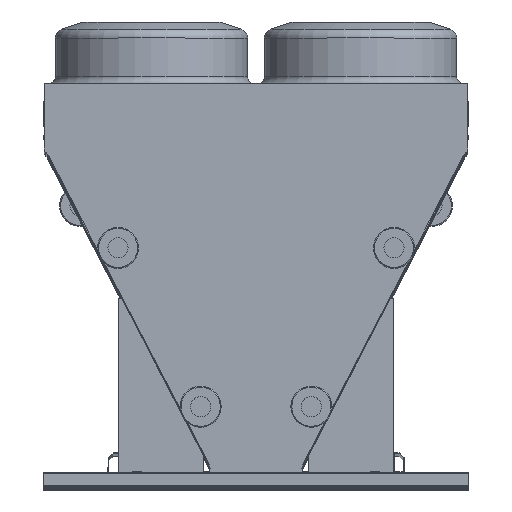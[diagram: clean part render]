
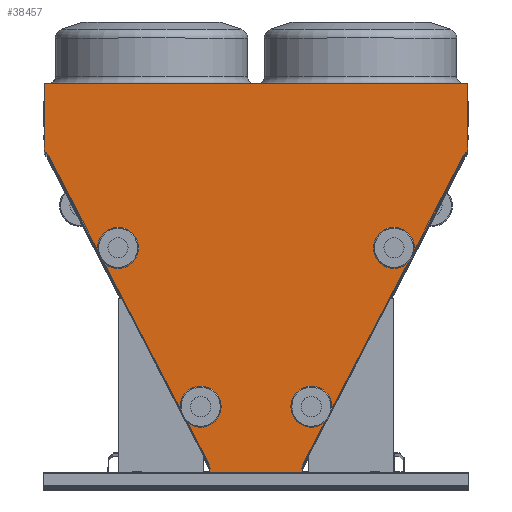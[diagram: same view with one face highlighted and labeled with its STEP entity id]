
A CAD part, top view. The second image highlights one B-rep face of the part: STEP entity #38457.
In plain terms, the highlighted planar face has unit normal (0, 0, 1).
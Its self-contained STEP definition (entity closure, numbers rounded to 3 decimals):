
#66 = CARTESIAN_POINT ( 'NONE',  ( 246.893, 17.358, 0. ) ) ;
#195 = LINE ( 'NONE', #21213, #32319 ) ;
#259 = LINE ( 'NONE', #7812, #27577 ) ;
#642 = CARTESIAN_POINT ( 'NONE',  ( 279.893, 0., 0. ) ) ;
#1469 = LINE ( 'NONE', #5200, #18660 ) ;
#3152 = CARTESIAN_POINT ( 'NONE',  ( 1136.15, 2083.62, 0. ) ) ;
#3333 = VECTOR ( 'NONE', #4101, 1000. ) ;
#3460 = EDGE_CURVE ( 'NONE', #15245, #36920, #195, .T. ) ;
#3685 = CARTESIAN_POINT ( 'NONE',  ( 245.39, 20.232, 0. ) ) ;
#3795 = VECTOR ( 'NONE', #19441, 1000. ) ;
#4101 = DIRECTION ( 'NONE',  ( 1., 0., 0. ) ) ;
#4319 = EDGE_CURVE ( 'NONE', #36920, #39697, #19449, .T. ) ;
#5010 = VECTOR ( 'NONE', #22171, 1000. ) ;
#5200 = CARTESIAN_POINT ( 'NONE',  ( -1127.739, 1711.053, 0. ) ) ;
#5750 = LINE ( 'NONE', #11340, #38911 ) ;
#5947 = ORIENTED_EDGE ( 'NONE', *, *, #7705, .T. ) ;
#6899 = CARTESIAN_POINT ( 'NONE',  ( 245.39, 20.232, 0. ) ) ;
#7103 = VECTOR ( 'NONE', #35905, 1000. ) ;
#7136 = LINE ( 'NONE', #31597, #15207 ) ;
#7336 = EDGE_CURVE ( 'NONE', #15084, #8408, #31430, .T. ) ;
#7395 = CARTESIAN_POINT ( 'NONE',  ( 1127.607, 1711.053, 0. ) ) ;
#7705 = EDGE_CURVE ( 'NONE', #25166, #15084, #23934, .T. ) ;
#7812 = CARTESIAN_POINT ( 'NONE',  ( -1136.282, 1727.462, 0. ) ) ;
#7946 = EDGE_CURVE ( 'NONE', #9756, #31274, #23384, .T. ) ;
#8408 = VERTEX_POINT ( 'NONE', #10822 ) ;
#8585 = CARTESIAN_POINT ( 'NONE',  ( 246.893, 1.482, 0. ) ) ;
#9001 = VERTEX_POINT ( 'NONE', #31194 ) ;
#9756 = VERTEX_POINT ( 'NONE', #19192 ) ;
#10052 = LINE ( 'NONE', #15444, #36216 ) ;
#10305 = EDGE_CURVE ( 'NONE', #38577, #15245, #10596, .T. ) ;
#10395 = ORIENTED_EDGE ( 'NONE', *, *, #10305, .T. ) ;
#10596 = LINE ( 'NONE', #43094, #37801 ) ;
#10822 = CARTESIAN_POINT ( 'NONE',  ( 1127.607, 1711.053, 0. ) ) ;
#11340 = CARTESIAN_POINT ( 'NONE',  ( -1136.282, 2083.62, 0. ) ) ;
#12229 = EDGE_CURVE ( 'NONE', #39697, #14313, #7136, .T. ) ;
#12436 = VECTOR ( 'NONE', #25761, 1000. ) ;
#12552 = CARTESIAN_POINT ( 'NONE',  ( -246.893, 17.358, 0. ) ) ;
#12710 = PLANE ( 'NONE',  #33419 ) ;
#12963 = EDGE_LOOP ( 'NONE', ( #17832, #33563, #26545, #27777, #29641, #33310, #10395, #20147, #29419, #14930, #43963, #18339, #28612, #5947, #40983, #15855, #15999, #21679 ) ) ;
#13907 = CARTESIAN_POINT ( 'NONE',  ( 1127.607, 1711.053, 0. ) ) ;
#14313 = VERTEX_POINT ( 'NONE', #27487 ) ;
#14325 = EDGE_CURVE ( 'NONE', #8408, #30640, #43774, .T. ) ;
#14930 = ORIENTED_EDGE ( 'NONE', *, *, #12229, .T. ) ;
#15084 = VERTEX_POINT ( 'NONE', #21767 ) ;
#15207 = VECTOR ( 'NONE', #38449, 1000. ) ;
#15245 = VERTEX_POINT ( 'NONE', #30409 ) ;
#15266 = EDGE_CURVE ( 'NONE', #39416, #15622, #19687, .T. ) ;
#15444 = CARTESIAN_POINT ( 'NONE',  ( -246.893, 17.358, 0. ) ) ;
#15477 = CARTESIAN_POINT ( 'NONE',  ( 1136.15, 2083.62, 0. ) ) ;
#15622 = VERTEX_POINT ( 'NONE', #39430 ) ;
#15855 = ORIENTED_EDGE ( 'NONE', *, *, #14325, .T. ) ;
#15999 = ORIENTED_EDGE ( 'NONE', *, *, #18632, .T. ) ;
#16706 = CARTESIAN_POINT ( 'NONE',  ( -246.893, 1.482, 0. ) ) ;
#16806 = CARTESIAN_POINT ( 'NONE',  ( 246.893, 17.358, 0. ) ) ;
#16813 = VERTEX_POINT ( 'NONE', #42455 ) ;
#17360 = DIRECTION ( 'NONE',  ( 0.462, 0.887, 0. ) ) ;
#17442 = EDGE_CURVE ( 'NONE', #41358, #16813, #23196, .T. ) ;
#17832 = ORIENTED_EDGE ( 'NONE', *, *, #42600, .T. ) ;
#18339 = ORIENTED_EDGE ( 'NONE', *, *, #15266, .T. ) ;
#18632 = EDGE_CURVE ( 'NONE', #30640, #40775, #21524, .T. ) ;
#18660 = VECTOR ( 'NONE', #24006, 1000. ) ;
#19192 = CARTESIAN_POINT ( 'NONE',  ( -1126.246, 1711.83, 0. ) ) ;
#19441 = DIRECTION ( 'NONE',  ( -0.461, -0.887, 0. ) ) ;
#19449 = LINE ( 'NONE', #642, #3333 ) ;
#19594 = DIRECTION ( 'NONE',  ( -1., 0., 0. ) ) ;
#19687 = LINE ( 'NONE', #16806, #20766 ) ;
#20147 = ORIENTED_EDGE ( 'NONE', *, *, #3460, .T. ) ;
#20482 = VERTEX_POINT ( 'NONE', #25824 ) ;
#20525 = CARTESIAN_POINT ( 'NONE',  ( 279.893, 0., 0. ) ) ;
#20766 = VECTOR ( 'NONE', #37245, 1000. ) ;
#21213 = CARTESIAN_POINT ( 'NONE',  ( -279.893, 0., 0. ) ) ;
#21524 = LINE ( 'NONE', #15477, #12436 ) ;
#21585 = FACE_OUTER_BOUND ( 'NONE', #12963, .T. ) ;
#21679 = ORIENTED_EDGE ( 'NONE', *, *, #27764, .T. ) ;
#21767 = CARTESIAN_POINT ( 'NONE',  ( 1126.218, 1711.776, 0. ) ) ;
#22083 = EDGE_CURVE ( 'NONE', #16813, #9756, #1469, .T. ) ;
#22171 = DIRECTION ( 'NONE',  ( 0.462, -0.887, 0. ) ) ;
#22331 = DIRECTION ( 'NONE',  ( 0., -1., 0. ) ) ;
#22356 = VECTOR ( 'NONE', #34620, 1000. ) ;
#23196 = LINE ( 'NONE', #25578, #5010 ) ;
#23384 = LINE ( 'NONE', #25285, #33577 ) ;
#23515 = VECTOR ( 'NONE', #17360, 1000. ) ;
#23934 = LINE ( 'NONE', #6899, #31990 ) ;
#23989 = DIRECTION ( 'NONE',  ( -0.463, 0.886, 0. ) ) ;
#24006 = DIRECTION ( 'NONE',  ( 0.887, 0.462, 0. ) ) ;
#24543 = EDGE_CURVE ( 'NONE', #14313, #39416, #25294, .T. ) ;
#25166 = VERTEX_POINT ( 'NONE', #3685 ) ;
#25285 = CARTESIAN_POINT ( 'NONE',  ( -245.403, 20.223, 0. ) ) ;
#25294 = LINE ( 'NONE', #25602, #7103 ) ;
#25578 = CARTESIAN_POINT ( 'NONE',  ( -1127.739, 1711.053, 0. ) ) ;
#25602 = CARTESIAN_POINT ( 'NONE',  ( 279.893, 1.482, 0. ) ) ;
#25761 = DIRECTION ( 'NONE',  ( 0., 1., 0. ) ) ;
#25824 = CARTESIAN_POINT ( 'NONE',  ( -246.893, 17.358, 0. ) ) ;
#26124 = DIRECTION ( 'NONE',  ( -1., 0., 0. ) ) ;
#26545 = ORIENTED_EDGE ( 'NONE', *, *, #22083, .T. ) ;
#27487 = CARTESIAN_POINT ( 'NONE',  ( 279.893, 1.482, 0. ) ) ;
#27577 = VECTOR ( 'NONE', #31717, 1000. ) ;
#27764 = EDGE_CURVE ( 'NONE', #40775, #9001, #5750, .T. ) ;
#27777 = ORIENTED_EDGE ( 'NONE', *, *, #7946, .T. ) ;
#28612 = ORIENTED_EDGE ( 'NONE', *, *, #32796, .T. ) ;
#29419 = ORIENTED_EDGE ( 'NONE', *, *, #4319, .T. ) ;
#29641 = ORIENTED_EDGE ( 'NONE', *, *, #32401, .T. ) ;
#29739 = CARTESIAN_POINT ( 'NONE',  ( 0., 0., 0. ) ) ;
#30409 = CARTESIAN_POINT ( 'NONE',  ( -279.893, 1.482, 0. ) ) ;
#30640 = VERTEX_POINT ( 'NONE', #32862 ) ;
#30868 = DIRECTION ( 'NONE',  ( 0.462, 0.887, 0. ) ) ;
#31194 = CARTESIAN_POINT ( 'NONE',  ( -1136.282, 2083.62, 0. ) ) ;
#31274 = VERTEX_POINT ( 'NONE', #43479 ) ;
#31430 = LINE ( 'NONE', #7395, #22356 ) ;
#31597 = CARTESIAN_POINT ( 'NONE',  ( 279.893, 0., 0. ) ) ;
#31717 = DIRECTION ( 'NONE',  ( 0., -1., 0. ) ) ;
#31990 = VECTOR ( 'NONE', #30868, 1000. ) ;
#32027 = DIRECTION ( 'NONE',  ( 0.462, -0.887, 0. ) ) ;
#32319 = VECTOR ( 'NONE', #34930, 1000. ) ;
#32350 = CARTESIAN_POINT ( 'NONE',  ( -279.893, 0., 0. ) ) ;
#32401 = EDGE_CURVE ( 'NONE', #31274, #20482, #40135, .T. ) ;
#32796 = EDGE_CURVE ( 'NONE', #15622, #25166, #43282, .T. ) ;
#32862 = CARTESIAN_POINT ( 'NONE',  ( 1136.15, 1727.462, 0. ) ) ;
#33310 = ORIENTED_EDGE ( 'NONE', *, *, #35350, .T. ) ;
#33419 = AXIS2_PLACEMENT_3D ( 'NONE', #29739, #39982, #19594 ) ;
#33563 = ORIENTED_EDGE ( 'NONE', *, *, #17442, .T. ) ;
#33577 = VECTOR ( 'NONE', #32027, 1000. ) ;
#34266 = VECTOR ( 'NONE', #23989, 1000. ) ;
#34620 = DIRECTION ( 'NONE',  ( 0.887, -0.462, 0. ) ) ;
#34930 = DIRECTION ( 'NONE',  ( 0., -1., 0. ) ) ;
#35350 = EDGE_CURVE ( 'NONE', #20482, #38577, #10052, .T. ) ;
#35905 = DIRECTION ( 'NONE',  ( -1., 0., 0. ) ) ;
#36216 = VECTOR ( 'NONE', #22331, 1000. ) ;
#36920 = VERTEX_POINT ( 'NONE', #32350 ) ;
#37245 = DIRECTION ( 'NONE',  ( 0., 1., 0. ) ) ;
#37801 = VECTOR ( 'NONE', #26124, 1000. ) ;
#38449 = DIRECTION ( 'NONE',  ( 0., 1., 0. ) ) ;
#38457 = ADVANCED_FACE ( 'NONE', ( #21585 ), #12710, .F. ) ;
#38577 = VERTEX_POINT ( 'NONE', #16706 ) ;
#38618 = DIRECTION ( 'NONE',  ( -1., 0., 0. ) ) ;
#38911 = VECTOR ( 'NONE', #38618, 1000. ) ;
#39416 = VERTEX_POINT ( 'NONE', #8585 ) ;
#39430 = CARTESIAN_POINT ( 'NONE',  ( 246.893, 17.358, 0. ) ) ;
#39697 = VERTEX_POINT ( 'NONE', #20525 ) ;
#39982 = DIRECTION ( 'NONE',  ( 0., 0., -1. ) ) ;
#40135 = LINE ( 'NONE', #12552, #3795 ) ;
#40775 = VERTEX_POINT ( 'NONE', #3152 ) ;
#40983 = ORIENTED_EDGE ( 'NONE', *, *, #7336, .T. ) ;
#41358 = VERTEX_POINT ( 'NONE', #41491 ) ;
#41491 = CARTESIAN_POINT ( 'NONE',  ( -1136.282, 1727.462, 0. ) ) ;
#42455 = CARTESIAN_POINT ( 'NONE',  ( -1127.739, 1711.053, 0. ) ) ;
#42600 = EDGE_CURVE ( 'NONE', #9001, #41358, #259, .T. ) ;
#43094 = CARTESIAN_POINT ( 'NONE',  ( -279.893, 1.482, 0. ) ) ;
#43282 = LINE ( 'NONE', #66, #34266 ) ;
#43479 = CARTESIAN_POINT ( 'NONE',  ( -245.403, 20.223, 0. ) ) ;
#43774 = LINE ( 'NONE', #13907, #23515 ) ;
#43963 = ORIENTED_EDGE ( 'NONE', *, *, #24543, .T. ) ;
